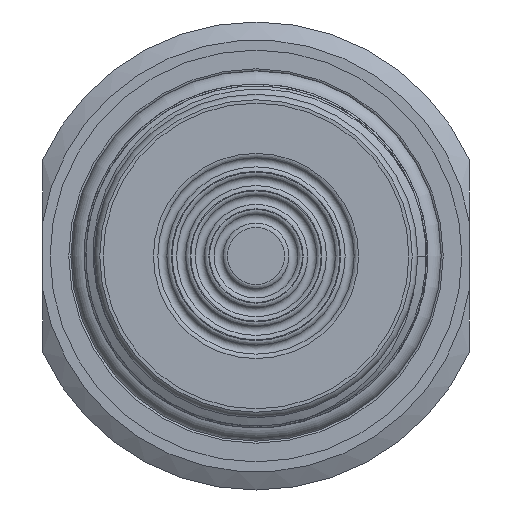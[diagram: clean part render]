
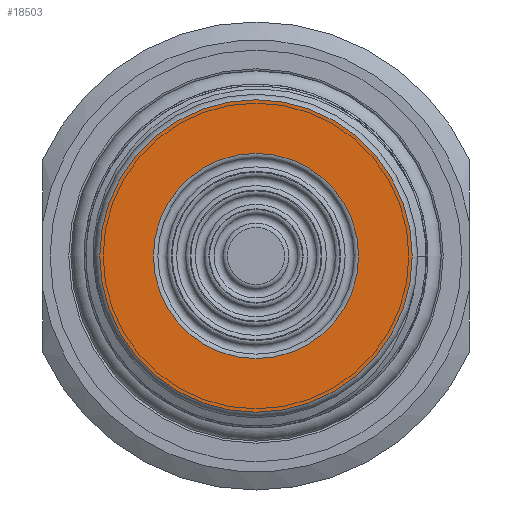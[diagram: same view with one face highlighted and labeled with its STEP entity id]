
A CAD part, left-side view. The second image highlights one B-rep face of the part: STEP entity #18503.
In plain terms, the highlighted planar face has unit normal (-1, 0, 0).
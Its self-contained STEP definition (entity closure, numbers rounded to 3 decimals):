
#279=FACE_BOUND('',#3165,.T.);
#1036=PLANE('',#19500);
#2079=FACE_OUTER_BOUND('',#3164,.T.);
#3164=EDGE_LOOP('',(#17197));
#3165=EDGE_LOOP('',(#17198));
#3598=CIRCLE('',#19501,15.025);
#3599=CIRCLE('',#19502,9.866);
#8853=VERTEX_POINT('',#55866);
#8854=VERTEX_POINT('',#55868);
#11643=EDGE_CURVE('',#8853,#8853,#3598,.T.);
#11644=EDGE_CURVE('',#8854,#8854,#3599,.T.);
#17197=ORIENTED_EDGE('',*,*,#11643,.F.);
#17198=ORIENTED_EDGE('',*,*,#11644,.T.);
#18503=ADVANCED_FACE('',(#2079,#279),#1036,.T.);
#19500=AXIS2_PLACEMENT_3D('',#55865,#22370,#22371);
#19501=AXIS2_PLACEMENT_3D('',#55867,#22372,#22373);
#19502=AXIS2_PLACEMENT_3D('',#55869,#22374,#22375);
#22370=DIRECTION('center_axis',(-1.,0.,0.));
#22371=DIRECTION('ref_axis',(0.,0.,1.));
#22372=DIRECTION('center_axis',(1.,0.,0.));
#22373=DIRECTION('ref_axis',(0.,0.,-1.));
#22374=DIRECTION('center_axis',(1.,0.,0.));
#22375=DIRECTION('ref_axis',(0.,0.,-1.));
#55865=CARTESIAN_POINT('Origin',(0.,15.025,0.));
#55866=CARTESIAN_POINT('',(0.,-15.025,0.));
#55867=CARTESIAN_POINT('Origin',(0.,0.,0.));
#55868=CARTESIAN_POINT('',(0.,0.,9.866));
#55869=CARTESIAN_POINT('Origin',(0.,0.,0.));
